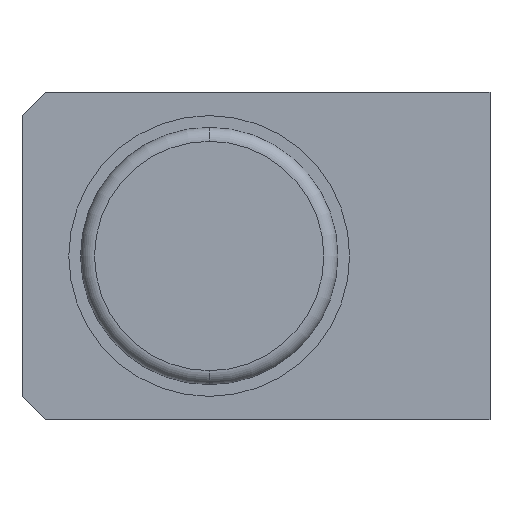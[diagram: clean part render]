
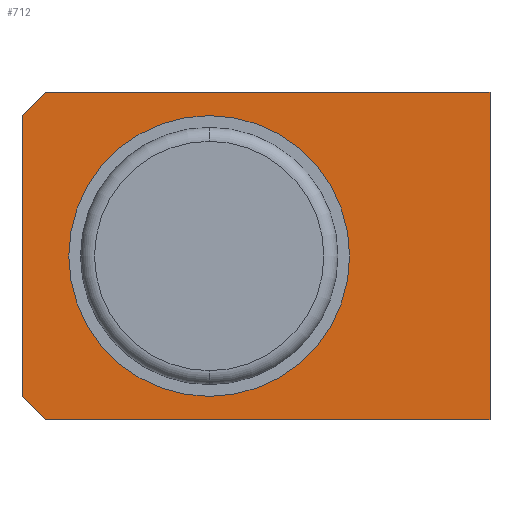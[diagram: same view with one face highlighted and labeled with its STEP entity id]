
A CAD part, left-side view. The second image highlights one B-rep face of the part: STEP entity #712.
In plain terms, the highlighted planar face has unit normal (-1, 0, 0).
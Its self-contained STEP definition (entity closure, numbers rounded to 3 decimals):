
#107=DIRECTION('',(0.,-1.,0.));
#108=VECTOR('',#107,9.5);
#109=CARTESIAN_POINT('',(-3.5,3.5,-3.5));
#110=LINE('',#109,#108);
#128=DIRECTION('',(0.,0.,1.));
#129=VECTOR('',#128,7.);
#130=CARTESIAN_POINT('',(-3.5,-6.,-3.5));
#131=LINE('',#130,#129);
#135=CARTESIAN_POINT('',(-3.5,0.,0.));
#136=DIRECTION('',(-1.,0.,0.));
#137=DIRECTION('',(0.,0.,1.));
#138=AXIS2_PLACEMENT_3D('',#135,#136,#137);
#143=CARTESIAN_POINT('',(-3.5,0.,0.));
#144=DIRECTION('',(-1.,0.,0.));
#145=DIRECTION('',(0.,0.,-1.));
#146=AXIS2_PLACEMENT_3D('',#143,#144,#145);
#151=DIRECTION('',(0.,0.707,-0.707));
#152=VECTOR('',#151,0.707);
#153=CARTESIAN_POINT('',(-3.5,3.5,3.5));
#154=LINE('',#153,#152);
#158=DIRECTION('',(0.,-0.707,-0.707));
#159=VECTOR('',#158,0.707);
#160=CARTESIAN_POINT('',(-3.5,4.,-3.));
#161=LINE('',#160,#159);
#165=DIRECTION('',(0.,0.,1.));
#166=VECTOR('',#165,6.);
#167=CARTESIAN_POINT('',(-3.5,4.,-3.));
#168=LINE('',#167,#166);
#417=DIRECTION('',(0.,-1.,0.));
#418=VECTOR('',#417,9.5);
#419=CARTESIAN_POINT('',(-3.5,3.5,3.5));
#420=LINE('',#419,#418);
#560=CARTESIAN_POINT('',(-3.5,-6.,-3.5));
#561=CARTESIAN_POINT('',(-3.5,-6.,3.5));
#562=VERTEX_POINT('',#560);
#563=VERTEX_POINT('',#561);
#572=CARTESIAN_POINT('',(-3.5,0.,3.));
#573=CARTESIAN_POINT('',(-3.5,0.,-3.));
#574=VERTEX_POINT('',#572);
#575=VERTEX_POINT('',#573);
#596=CARTESIAN_POINT('',(-3.5,3.5,3.5));
#597=CARTESIAN_POINT('',(-3.5,4.,3.));
#598=VERTEX_POINT('',#596);
#599=VERTEX_POINT('',#597);
#608=CARTESIAN_POINT('',(-3.5,4.,-3.));
#609=VERTEX_POINT('',#608);
#610=CARTESIAN_POINT('',(-3.5,3.5,-3.5));
#611=VERTEX_POINT('',#610);
#689=CARTESIAN_POINT('',(-3.5,4.,-3.5));
#690=DIRECTION('',(-1.,0.,0.));
#691=DIRECTION('',(0.,-1.,0.));
#692=AXIS2_PLACEMENT_3D('',#689,#690,#691);
#693=PLANE('',#692);
#695=ORIENTED_EDGE('',*,*,#694,.F.);
#697=ORIENTED_EDGE('',*,*,#696,.T.);
#698=ORIENTED_EDGE('',*,*,#682,.F.);
#699=ORIENTED_EDGE('',*,*,#653,.F.);
#701=ORIENTED_EDGE('',*,*,#700,.F.);
#703=ORIENTED_EDGE('',*,*,#702,.T.);
#704=EDGE_LOOP('',(#695,#697,#698,#699,#701,#703));
#705=FACE_OUTER_BOUND('',#704,.F.);
#707=ORIENTED_EDGE('',*,*,#706,.T.);
#709=ORIENTED_EDGE('',*,*,#708,.T.);
#710=EDGE_LOOP('',(#707,#709));
#711=FACE_BOUND('',#710,.F.);
#139=CIRCLE('',#138,3.);
#147=CIRCLE('',#146,3.);
#653=EDGE_CURVE('',#611,#562,#110,.T.);
#682=EDGE_CURVE('',#562,#563,#131,.T.);
#694=EDGE_CURVE('',#598,#599,#154,.T.);
#696=EDGE_CURVE('',#598,#563,#420,.T.);
#700=EDGE_CURVE('',#609,#611,#161,.T.);
#702=EDGE_CURVE('',#609,#599,#168,.T.);
#706=EDGE_CURVE('',#574,#575,#139,.T.);
#708=EDGE_CURVE('',#575,#574,#147,.T.);
#712=ADVANCED_FACE('',(#705,#711),#693,.T.);
